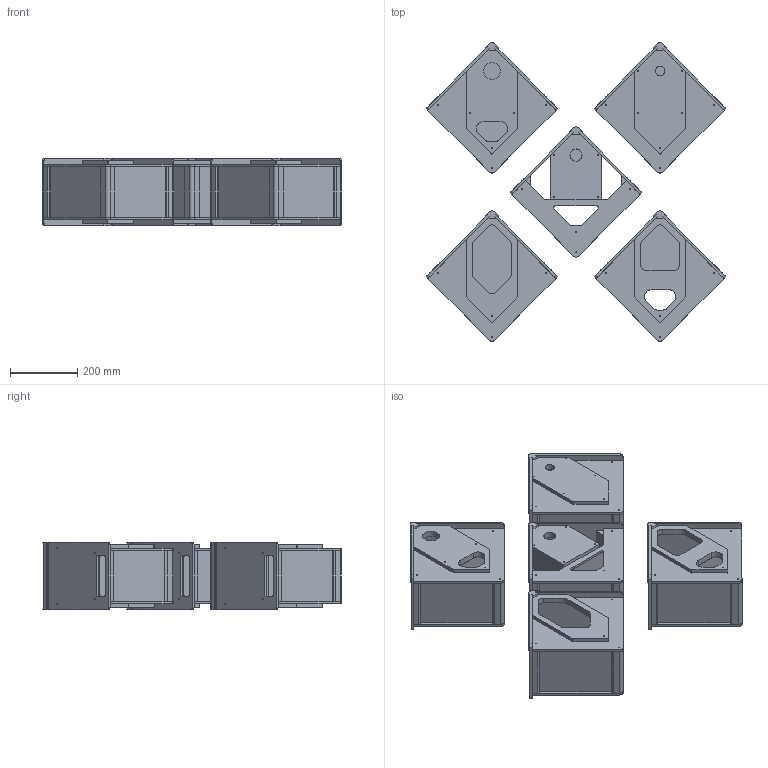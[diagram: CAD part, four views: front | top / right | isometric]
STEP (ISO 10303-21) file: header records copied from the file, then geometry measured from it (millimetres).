
FILE_DESCRIPTION (( 'STEP AP214' ), '1' );
FILE_NAME ('CAD_Blumenkasten_Vogelhaus.STEP', '2024-11-11T14:29:34', ( '' ), ( '' ), 'SwSTEP 2.0', 'SolidWorks 2024', '' );
FILE_SCHEMA (( 'AUTOMOTIVE_DESIGN' ));
Length unit declared in the file: millimetre
Products named in the file (1): CAD_Blumenkasten_Vogelhaus
Bounding box: 891.74 x 887.62 x 200 mm (x, y, z)
Volume: 22447998 mm3; surface area: 5325226.2 mm2
Topology: 85 solids, 85 shells, 1699 faces, 4465 edges, 2960 vertices
Faces by surface type: plane 1147, cylinder 552
Entity records: 53734 total; most frequent: CARTESIAN_POINT 9125, DIRECTION 8969, ORIENTED_EDGE 8930, EDGE_CURVE 4465, LINE 3361, VECTOR 3361, VERTEX_POINT 2960, AXIS2_PLACEMENT_3D 2804
